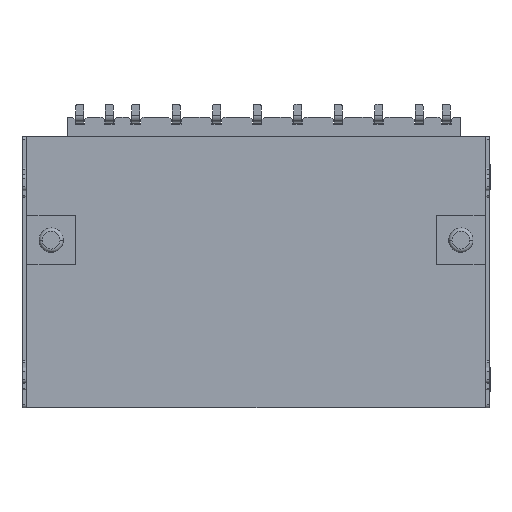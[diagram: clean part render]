
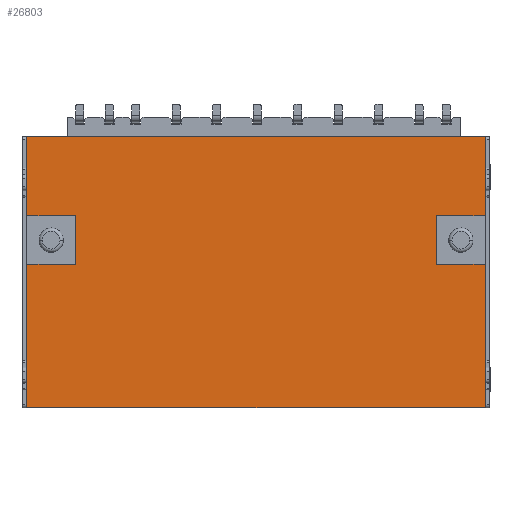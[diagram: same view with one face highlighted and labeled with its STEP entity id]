
A CAD part, top view. The second image highlights one B-rep face of the part: STEP entity #26803.
In plain terms, the highlighted planar face has unit normal (0, 0, 1).
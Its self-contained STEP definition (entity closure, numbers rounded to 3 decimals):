
#196=DIRECTION('',(0.,-1.,0.));
#197=VECTOR('',#196,8.85);
#198=CARTESIAN_POINT('',(14.746,0.805,3.266));
#199=LINE('',#198,#197);
#204=DIRECTION('',(-1.,0.,0.));
#205=VECTOR('',#204,28.3);
#206=CARTESIAN_POINT('',(14.746,-8.045,3.266));
#207=LINE('',#206,#205);
#211=DIRECTION('',(0.,1.,0.));
#212=VECTOR('',#211,8.85);
#213=CARTESIAN_POINT('',(-13.554,-8.045,3.266));
#214=LINE('',#213,#212);
#218=DIRECTION('',(1.,0.,0.));
#219=VECTOR('',#218,3.);
#220=CARTESIAN_POINT('',(-13.554,0.805,3.266));
#221=LINE('',#220,#219);
#225=DIRECTION('',(0.,1.,0.));
#226=VECTOR('',#225,3.);
#227=CARTESIAN_POINT('',(-10.554,0.805,3.266));
#228=LINE('',#227,#226);
#232=DIRECTION('',(-1.,0.,0.));
#233=VECTOR('',#232,3.);
#234=CARTESIAN_POINT('',(-10.554,3.805,3.266));
#235=LINE('',#234,#233);
#239=DIRECTION('',(0.,1.,0.));
#240=VECTOR('',#239,4.9);
#241=CARTESIAN_POINT('',(-13.554,3.805,3.266));
#242=LINE('',#241,#240);
#246=DIRECTION('',(1.,0.,0.));
#247=VECTOR('',#246,28.3);
#248=CARTESIAN_POINT('',(-13.554,8.705,3.266));
#249=LINE('',#248,#247);
#253=DIRECTION('',(0.,-1.,0.));
#254=VECTOR('',#253,4.9);
#255=CARTESIAN_POINT('',(14.746,8.705,3.266));
#256=LINE('',#255,#254);
#260=DIRECTION('',(-1.,0.,0.));
#261=VECTOR('',#260,3.);
#262=CARTESIAN_POINT('',(14.746,3.805,3.266));
#263=LINE('',#262,#261);
#267=DIRECTION('',(0.,-1.,0.));
#268=VECTOR('',#267,3.);
#269=CARTESIAN_POINT('',(11.746,3.805,3.266));
#270=LINE('',#269,#268);
#274=DIRECTION('',(1.,0.,0.));
#275=VECTOR('',#274,3.);
#276=CARTESIAN_POINT('',(11.746,0.805,3.266));
#277=LINE('',#276,#275);
#22694=CARTESIAN_POINT('',(14.746,0.805,
3.266));
#22695=CARTESIAN_POINT('',(14.746,-8.045,
3.266));
#22696=VERTEX_POINT('',#22694);
#22697=VERTEX_POINT('',#22695);
#22698=CARTESIAN_POINT('',(-13.554,-8.045,
3.266));
#22699=VERTEX_POINT('',#22698);
#22700=CARTESIAN_POINT('',(-13.554,0.805,
3.266));
#22701=VERTEX_POINT('',#22700);
#22702=CARTESIAN_POINT('',(-10.554,0.805,
3.266));
#22703=VERTEX_POINT('',#22702);
#22704=CARTESIAN_POINT('',(-10.554,3.805,
3.266));
#22705=VERTEX_POINT('',#22704);
#22706=CARTESIAN_POINT('',(-13.554,3.805,
3.266));
#22707=VERTEX_POINT('',#22706);
#22708=CARTESIAN_POINT('',(-13.554,8.705,
3.266));
#22709=VERTEX_POINT('',#22708);
#22710=CARTESIAN_POINT('',(14.746,8.705,3.266));
#22711=VERTEX_POINT('',#22710);
#22712=CARTESIAN_POINT('',(14.746,3.805,3.266));
#22713=VERTEX_POINT('',#22712);
#22714=CARTESIAN_POINT('',(11.746,3.805,3.266));
#22715=VERTEX_POINT('',#22714);
#22716=CARTESIAN_POINT('',(11.746,0.805,
3.266));
#22717=VERTEX_POINT('',#22716);
#26772=CARTESIAN_POINT('',(0.596,0.33,
3.266));
#26773=DIRECTION('',(0.,0.,1.));
#26774=DIRECTION('',(1.,0.,0.));
#26775=AXIS2_PLACEMENT_3D('',#26772,#26773,#26774);
#26776=PLANE('',#26775);
#26778=ORIENTED_EDGE('',*,*,#26777,.T.);
#26780=ORIENTED_EDGE('',*,*,#26779,.T.);
#26782=ORIENTED_EDGE('',*,*,#26781,.T.);
#26784=ORIENTED_EDGE('',*,*,#26783,.T.);
#26786=ORIENTED_EDGE('',*,*,#26785,.T.);
#26788=ORIENTED_EDGE('',*,*,#26787,.T.);
#26790=ORIENTED_EDGE('',*,*,#26789,.T.);
#26792=ORIENTED_EDGE('',*,*,#26791,.T.);
#26794=ORIENTED_EDGE('',*,*,#26793,.T.);
#26796=ORIENTED_EDGE('',*,*,#26795,.T.);
#26798=ORIENTED_EDGE('',*,*,#26797,.T.);
#26800=ORIENTED_EDGE('',*,*,#26799,.T.);
#26801=EDGE_LOOP('',(#26778,#26780,#26782,#26784,#26786,#26788,#26790,#26792,
#26794,#26796,#26798,#26800));
#26802=FACE_OUTER_BOUND('',#26801,.F.);
#26777=EDGE_CURVE('',#22696,#22697,#199,.T.);
#26779=EDGE_CURVE('',#22697,#22699,#207,.T.);
#26781=EDGE_CURVE('',#22699,#22701,#214,.T.);
#26783=EDGE_CURVE('',#22701,#22703,#221,.T.);
#26785=EDGE_CURVE('',#22703,#22705,#228,.T.);
#26787=EDGE_CURVE('',#22705,#22707,#235,.T.);
#26789=EDGE_CURVE('',#22707,#22709,#242,.T.);
#26791=EDGE_CURVE('',#22709,#22711,#249,.T.);
#26793=EDGE_CURVE('',#22711,#22713,#256,.T.);
#26795=EDGE_CURVE('',#22713,#22715,#263,.T.);
#26797=EDGE_CURVE('',#22715,#22717,#270,.T.);
#26799=EDGE_CURVE('',#22717,#22696,#277,.T.);
#26803=ADVANCED_FACE('',(#26802),#26776,.T.);
